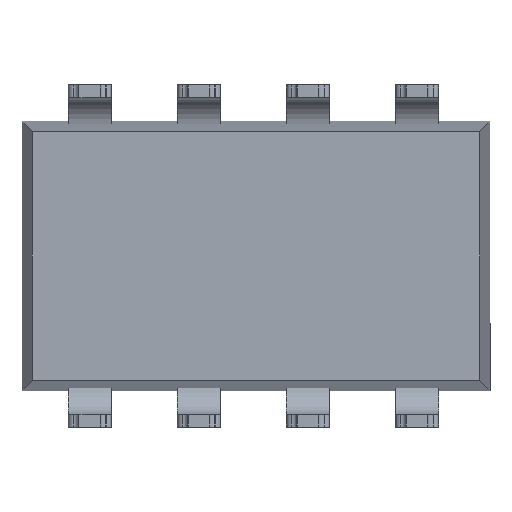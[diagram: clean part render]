
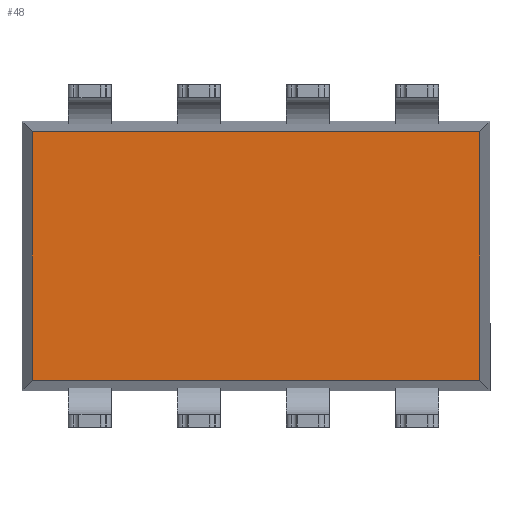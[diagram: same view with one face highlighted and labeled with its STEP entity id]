
A CAD part, front view. The second image highlights one B-rep face of the part: STEP entity #48.
In plain terms, the highlighted planar face has unit normal (0, -1, 0).
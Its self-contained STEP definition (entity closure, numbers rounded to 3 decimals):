
#48 = ADVANCED_FACE ( 'NONE', ( #435 ), #459, .T. ) ;
#60 = EDGE_LOOP ( 'NONE', ( #127, #126, #136, #130 ) ) ;
#126 = ORIENTED_EDGE ( 'NONE', *, *, #129, .T. ) ;
#127 = ORIENTED_EDGE ( 'NONE', *, *, #128, .T. ) ;
#128 = EDGE_CURVE ( 'NONE', #135, #132, #563, .T. ) ;
#129 = EDGE_CURVE ( 'NONE', #132, #139, #621, .T. ) ;
#130 = ORIENTED_EDGE ( 'NONE', *, *, #134, .T. ) ;
#131 = EDGE_CURVE ( 'NONE', #139, #137, #554, .T. ) ;
#132 = VERTEX_POINT ( 'NONE', #565 ) ;
#134 = EDGE_CURVE ( 'NONE', #137, #135, #613, .T. ) ;
#135 = VERTEX_POINT ( 'NONE', #566 ) ;
#136 = ORIENTED_EDGE ( 'NONE', *, *, #131, .T. ) ;
#137 = VERTEX_POINT ( 'NONE', #609 ) ;
#139 = VERTEX_POINT ( 'NONE', #603 ) ;
#435 = FACE_OUTER_BOUND ( 'NONE', #60, .T. ) ;
#445 = AXIS2_PLACEMENT_3D ( 'NONE', #495, #494, #493 ) ;
#459 = PLANE ( 'NONE',  #445 ) ;
#493 = DIRECTION ( 'NONE',  ( 0., 0., -1. ) ) ;
#494 = DIRECTION ( 'NONE',  ( 0., -1., 0. ) ) ;
#495 = CARTESIAN_POINT ( 'NONE',  ( -5.461, -1.397, -3.15 ) ) ;
#554 = LINE ( 'NONE', #616, #615 ) ;
#562 = CARTESIAN_POINT ( 'NONE',  ( 5.208, -1.397, 3.15 ) ) ;
#563 = LINE ( 'NONE', #562, #623 ) ;
#565 = CARTESIAN_POINT ( 'NONE',  ( 5.208, -1.397, 2.897 ) ) ;
#566 = CARTESIAN_POINT ( 'NONE',  ( 5.208, -1.397, -2.897 ) ) ;
#603 = CARTESIAN_POINT ( 'NONE',  ( -5.208, -1.397, 2.897 ) ) ;
#605 = DIRECTION ( 'NONE',  ( 1., 0., 0. ) ) ;
#606 = VECTOR ( 'NONE', #605, 1000. ) ;
#607 = CARTESIAN_POINT ( 'NONE',  ( 5.461, -1.397, -2.897 ) ) ;
#609 = CARTESIAN_POINT ( 'NONE',  ( -5.208, -1.397, -2.897 ) ) ;
#613 = LINE ( 'NONE', #607, #606 ) ;
#614 = DIRECTION ( 'NONE',  ( 0., 0., -1. ) ) ;
#615 = VECTOR ( 'NONE', #614, 1000. ) ;
#616 = CARTESIAN_POINT ( 'NONE',  ( -5.208, -1.397, -3.15 ) ) ;
#618 = DIRECTION ( 'NONE',  ( -1., 0., 0. ) ) ;
#619 = VECTOR ( 'NONE', #618, 1000. ) ;
#620 = CARTESIAN_POINT ( 'NONE',  ( -5.461, -1.397, 2.897 ) ) ;
#621 = LINE ( 'NONE', #620, #619 ) ;
#622 = DIRECTION ( 'NONE',  ( 0., 0., 1. ) ) ;
#623 = VECTOR ( 'NONE', #622, 1000. ) ;
